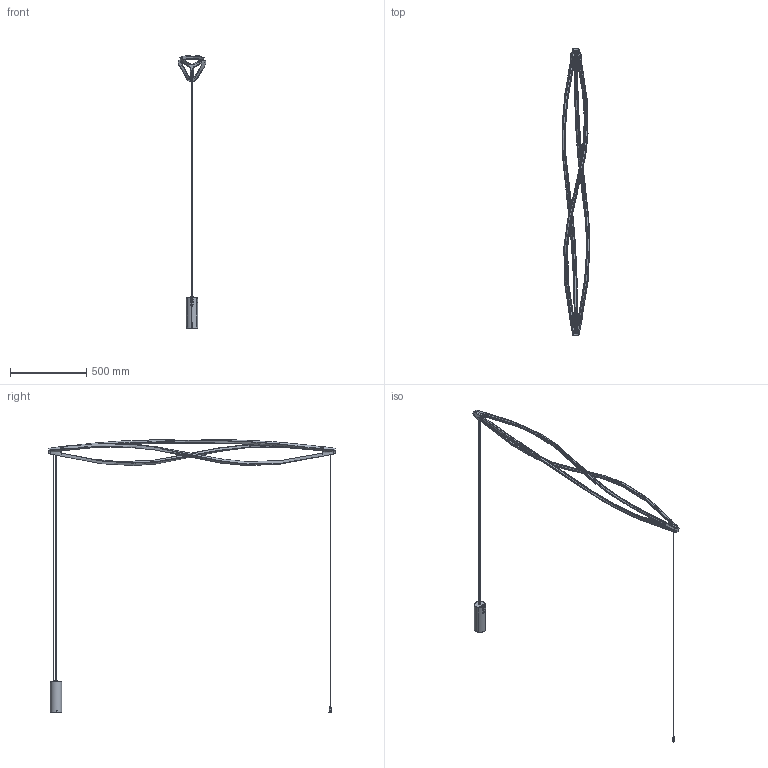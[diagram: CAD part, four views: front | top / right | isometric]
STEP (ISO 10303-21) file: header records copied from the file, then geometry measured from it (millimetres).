
FILE_DESCRIPTION (( 'STEP AP203' ), '1' );
FILE_NAME ('800ITWLWW521.STEP', '2016-06-23T15:19:01', ( '' ), ( '' ), 'SwSTEP 2.0', 'SolidWorks 2016', '' );
FILE_SCHEMA (( 'CONFIG_CONTROL_DESIGN' ));
Length unit declared in the file: millimetre
Products named in the file (26): FORCELLA-081COM000500; 010ITW700300; 051ITW700300_sospesa orizzontale ; rondella dentellata d 3; 010GIO700150; regolatore cavo 2627; dado M3_semplice; ALIMENTATORE MEAN WELL_LPV-35-24; nipplo testata; MORSETTO_2POLI_piccolo; piastra elettronica newlab L111; cavo; 019COM000271; vite tc m3x10 croce; CAVO ACCIAIO; 010COM000600; 010GIO700250; 051ITW700400_sospesa orizzontale ; 051ITW800100; 800ITWLWW521; bloccacavo_STEAB_5922; Vite M4x8 TCICR_B18.6.7M - M4 x 0.7 x 13 Type I Cross Recessed PHMS --13N; 051ITW700300_Sospesa orizzontale foro cavo elettrico; dado M4; 019COM000030; 010TRU700400
Assembly tree (55 placements, depth 2):
  800ITWLWW521
    051ITW800100  x3
    051ITW700300_Sospesa orizzontale foro cavo elettrico
    010TRU700400  x3
    051ITW700300_sospesa orizzontale 
    regolatore cavo 2627  x2
    nipplo testata
    cavo
    CAVO ACCIAIO  x2
    051ITW700400_sospesa orizzontale   x2
    Vite M4x8 TCICR_B18.6.7M - M4 x 0.7 x 13 Type I Cross Recessed PHMS --13N  x12
    019COM000030
    010ITW700300  x6
    010GIO700150
    ALIMENTATORE MEAN WELL_LPV-35-24
    piastra elettronica newlab L111
    vite tc m3x10 croce  x2
    010GIO700250
    bloccacavo_STEAB_5922  x2
    dado M4  x2
    FORCELLA-081COM000500
    rondella dentellata d 3  x2
    dado M3_semplice
    MORSETTO_2POLI_piccolo  x3
    019COM000271  x2
    010COM000600
Bounding box: 180.36 x 1876.75 x 1782.98 mm (x, y, z)
Volume: 1236950 mm3; surface area: 1181135.3 mm2
Topology: 65 solids, 65 shells, 2724 faces, 6918 edges, 4481 vertices
Faces by surface type: plane 1863, cylinder 468, bspline 254, cone 61, torus 56, sphere 22
Full cylindrical faces by diameter (mm): 0.7 x8, 1.2 x2, 1.5 x1, 1.7 x2, 2 x11, 2.1 x2, 2.2 x2, 2.5 x6, 3 x3, 3.2 x4, 3.3 x6, 4 x18, 4.2 x4, 4.24 x4, 5 x2, 5.4 x2, 5.9 x1, 6 x4, 6.8 x1, 7 x1, 7.5 x1, 8 x12, 9 x5, 9.695 x6, 10 x4, 10.2 x1, 12 x4, 16 x2, 72 x1, 75 x1
Entity records: 68142 total; most frequent: CARTESIAN_POINT 24101, ORIENTED_EDGE 8720, DIRECTION 7607, EDGE_CURVE 4360, LINE 2941, VECTOR 2941, VERTEX_POINT 2892, AXIS2_PLACEMENT_3D 2333
